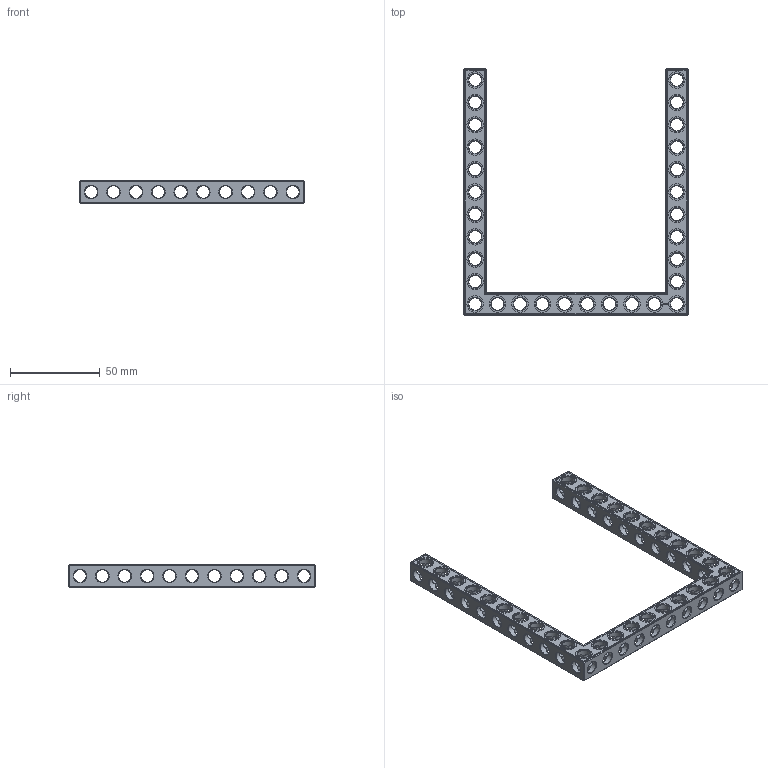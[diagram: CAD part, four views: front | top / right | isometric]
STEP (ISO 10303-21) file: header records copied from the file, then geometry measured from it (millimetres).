
FILE_DESCRIPTION(('FreeCAD Model'),'2;1');
FILE_NAME('Open CASCADE Shape Model','2022-02-25T16:39:58',('Author'),( ''),'Open CASCADE STEP processor 7.5','FreeCAD','Unknown');
FILE_SCHEMA(('AUTOMOTIVE_DESIGN { 1 0 10303 214 1 1 1 1 }'));
Products named in the file (1): Beam AGD ESS USH SYM BU10x11x01 - SPN-BEM-0451 (stemfie.org)
Bounding box: 125 x 137.5 x 12.5 mm (x, y, z)
Volume: 29314.5 mm3; surface area: 26219.8 mm2
Topology: 1 solids, 1 shells, 846 faces, 2546 edges, 1645 vertices
Faces by surface type: plane 417, cylinder 181, extrusion 126, cone 122
Full cylindrical faces by diameter (mm): 6.98 x24, 7 x127, 9.2 x30
Entity records: 167817 total; most frequent: CARTESIAN_POINT 119990, DIRECTION 7840, ORIENTED_EDGE 5092, PCURVE 5092, DEFINITIONAL_REPRESENTATION 5092, VECTOR 5032, LINE 4906, EDGE_CURVE 2546
